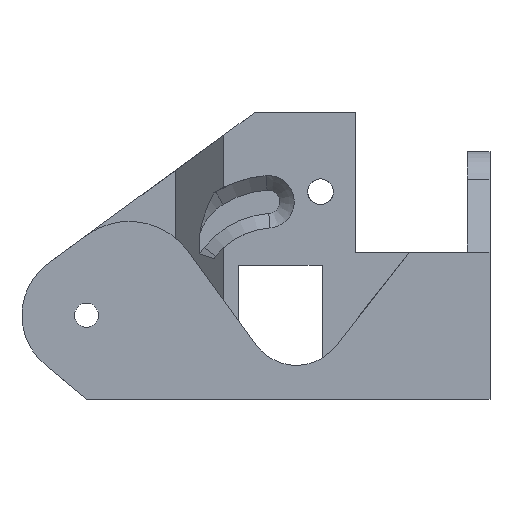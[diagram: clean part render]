
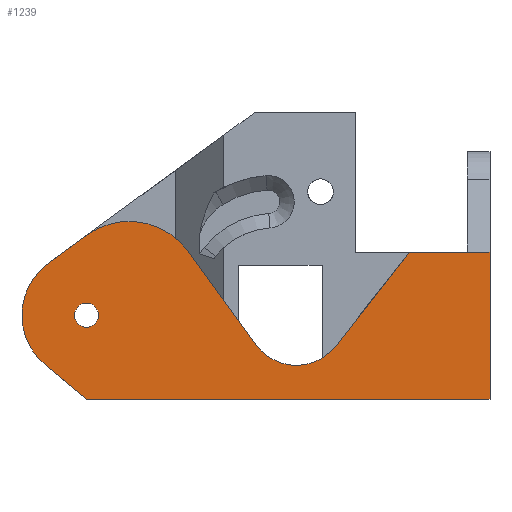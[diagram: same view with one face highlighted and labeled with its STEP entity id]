
A CAD part, front view. The second image highlights one B-rep face of the part: STEP entity #1239.
In plain terms, the highlighted planar face has unit normal (0, -1, 0).
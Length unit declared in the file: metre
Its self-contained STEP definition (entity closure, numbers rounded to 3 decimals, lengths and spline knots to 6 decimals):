
#32=CIRCLE('',#1336,0.008002);
#33=CIRCLE('',#1339,0.008999);
#34=CIRCLE('',#1340,0.006199);
#35=CIRCLE('',#1341,0.0015);
#105=LINE('',#1867,#234);
#129=LINE('',#1923,#258);
#150=LINE('',#1972,#279);
#156=LINE('',#1988,#285);
#160=LINE('',#1998,#289);
#161=LINE('',#2002,#290);
#162=LINE('',#2006,#291);
#234=VECTOR('',#1465,1.);
#258=VECTOR('',#1505,1.);
#279=VECTOR('',#1548,1.);
#285=VECTOR('',#1560,1.);
#289=VECTOR('',#1572,1.);
#290=VECTOR('',#1577,1.);
#291=VECTOR('',#1580,1.);
#481=ORIENTED_EDGE('',*,*,#801,.F.);
#482=ORIENTED_EDGE('',*,*,#761,.T.);
#483=ORIENTED_EDGE('',*,*,#798,.T.);
#484=ORIENTED_EDGE('',*,*,#800,.F.);
#485=ORIENTED_EDGE('',*,*,#732,.F.);
#486=ORIENTED_EDGE('',*,*,#786,.T.);
#487=ORIENTED_EDGE('',*,*,#794,.T.);
#488=ORIENTED_EDGE('',*,*,#802,.T.);
#489=ORIENTED_EDGE('',*,*,#803,.F.);
#490=ORIENTED_EDGE('',*,*,#804,.F.);
#491=ORIENTED_EDGE('',*,*,#805,.F.);
#732=EDGE_CURVE('',#906,#907,#105,.T.);
#761=EDGE_CURVE('',#931,#932,#129,.T.);
#786=EDGE_CURVE('',#906,#947,#150,.T.);
#794=EDGE_CURVE('',#947,#954,#156,.T.);
#798=EDGE_CURVE('',#932,#956,#32,.T.);
#800=EDGE_CURVE('',#907,#956,#160,.T.);
#801=EDGE_CURVE('',#931,#957,#33,.T.);
#802=EDGE_CURVE('',#954,#958,#161,.T.);
#803=EDGE_CURVE('',#959,#958,#34,.T.);
#804=EDGE_CURVE('',#957,#959,#162,.T.);
#805=EDGE_CURVE('',#960,#960,#35,.T.);
#906=VERTEX_POINT('',#1866);
#907=VERTEX_POINT('',#1868);
#931=VERTEX_POINT('',#1924);
#932=VERTEX_POINT('',#1925);
#947=VERTEX_POINT('',#1971);
#954=VERTEX_POINT('',#1987);
#956=VERTEX_POINT('',#1994);
#957=VERTEX_POINT('',#2001);
#958=VERTEX_POINT('',#2003);
#959=VERTEX_POINT('',#2005);
#960=VERTEX_POINT('',#2008);
#1026=EDGE_LOOP('',(#481,#482,#483,#484,#485,#486,#487,#488,#489,#490));
#1027=EDGE_LOOP('',(#491));
#1116=FACE_BOUND('',#1026,.T.);
#1117=FACE_BOUND('',#1027,.T.);
#1194=PLANE('',#1338);
#1239=ADVANCED_FACE('',(#1116,#1117),#1194,.T.);
#1336=AXIS2_PLACEMENT_3D('',#1995,#1567,#1568);
#1338=AXIS2_PLACEMENT_3D('',#1999,#1573,#1574);
#1339=AXIS2_PLACEMENT_3D('',#2000,#1575,#1576);
#1340=AXIS2_PLACEMENT_3D('',#2004,#1578,#1579);
#1341=AXIS2_PLACEMENT_3D('',#2007,#1581,#1582);
#1465=DIRECTION('',(-1.,0.,0.));
#1505=DIRECTION('',(-0.808,0.,-0.59));
#1548=DIRECTION('',(0.,0.,1.));
#1560=DIRECTION('',(-1.,0.,0.));
#1567=DIRECTION('',(0.,-1.,0.));
#1568=DIRECTION('',(0.,0.,-1.));
#1572=DIRECTION('',(-0.769,0.,0.639));
#1573=DIRECTION('',(0.,-1.,0.));
#1574=DIRECTION('',(1.,0.,0.));
#1575=DIRECTION('',(0.,1.,0.));
#1576=DIRECTION('',(0.,0.,-1.));
#1577=DIRECTION('',(-0.616,0.,-0.788));
#1578=DIRECTION('',(0.,-1.,0.));
#1579=DIRECTION('',(0.,0.,-1.));
#1580=DIRECTION('',(0.587,0.,-0.809));
#1581=DIRECTION('',(0.,-1.,0.));
#1582=DIRECTION('',(0.,0.,-1.));
#1866=CARTESIAN_POINT('',(0.025,0.,0.));
#1867=CARTESIAN_POINT('',(0.,0.,0.));
#1868=CARTESIAN_POINT('',(-0.025,0.,0.));
#1923=CARTESIAN_POINT('',(-0.016957,0.,0.026175));
#1924=CARTESIAN_POINT('',(-0.024997,0.,0.020305));
#1925=CARTESIAN_POINT('',(-0.029714,0.,0.016861));
#1971=CARTESIAN_POINT('',(0.025,0.,0.018231));
#1972=CARTESIAN_POINT('',(0.025,0.,0.009115));
#1987=CARTESIAN_POINT('',(0.015,0.,0.018231));
#1988=CARTESIAN_POINT('',(0.01765,0.,0.018231));
#1994=CARTESIAN_POINT('',(-0.030112,0.,0.004246));
#1995=CARTESIAN_POINT('',(-0.024996,0.,0.010399));
#1998=CARTESIAN_POINT('',(-0.027556,0.,0.002123));
#1999=CARTESIAN_POINT('',(-0.003999,0.,0.017745));
#2000=CARTESIAN_POINT('',(-0.019691,0.,0.013037));
#2001=CARTESIAN_POINT('',(-0.012407,0.,0.018322));
#2002=CARTESIAN_POINT('',(0.010441,0.,0.012405));
#2003=CARTESIAN_POINT('',(0.005883,0.,0.006579));
#2004=CARTESIAN_POINT('',(0.001001,0.,0.010399));
#2005=CARTESIAN_POINT('',(-0.004016,0.,0.006759));
#2006=CARTESIAN_POINT('',(-0.008211,0.,0.01254));
#2007=CARTESIAN_POINT('',(-0.024996,0.,0.010399));
#2008=CARTESIAN_POINT('',(-0.024996,0.,0.008899));
